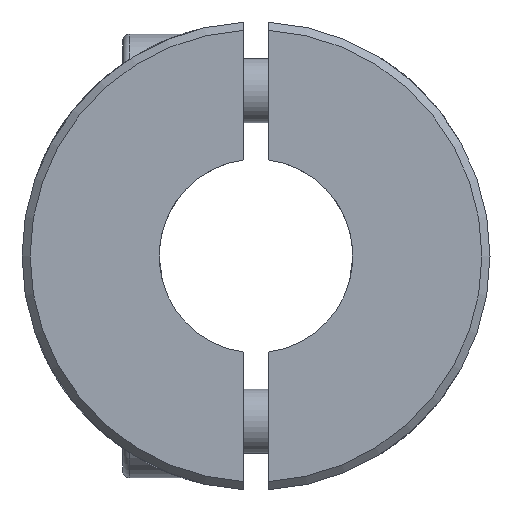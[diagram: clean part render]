
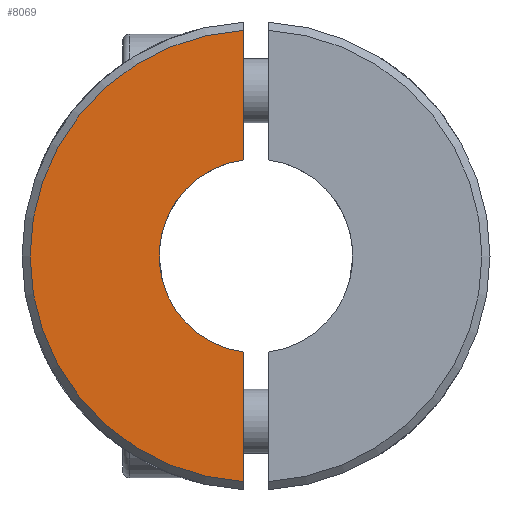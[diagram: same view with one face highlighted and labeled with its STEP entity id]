
A CAD part, left-side view. The second image highlights one B-rep face of the part: STEP entity #8069.
In plain terms, the highlighted planar face has unit normal (-1, 0, 0).
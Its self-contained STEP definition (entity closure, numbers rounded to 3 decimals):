
#320 = ORIENTED_EDGE ( 'NONE', *, *, #7579, .T. ) ;
#470 = AXIS2_PLACEMENT_3D ( 'NONE', #12867, #2605, #9818 ) ;
#1269 = CARTESIAN_POINT ( 'NONE',  ( -22.5, 0.75, 13.98 ) ) ;
#1578 = CARTESIAN_POINT ( 'NONE',  ( -22.5, 0.75, -14.5 ) ) ;
#1591 = VERTEX_POINT ( 'NONE', #1269 ) ;
#1920 = CARTESIAN_POINT ( 'NONE',  ( -22.5, 0.75, -5.953 ) ) ;
#2072 = CARTESIAN_POINT ( 'NONE',  ( -22.5, 0., 0. ) ) ;
#2605 = DIRECTION ( 'NONE',  ( 1., 0., 0. ) ) ;
#2632 = CARTESIAN_POINT ( 'NONE',  ( -22.5, 0.75, -13.98 ) ) ;
#2772 = AXIS2_PLACEMENT_3D ( 'NONE', #2072, #10433, #5905 ) ;
#2814 = VERTEX_POINT ( 'NONE', #2632 ) ;
#3024 = DIRECTION ( 'NONE',  ( 0., 0., 1. ) ) ;
#3508 = FACE_OUTER_BOUND ( 'NONE', #13317, .T. ) ;
#4227 = AXIS2_PLACEMENT_3D ( 'NONE', #6087, #10212, #4992 ) ;
#4992 = DIRECTION ( 'NONE',  ( 0., 0., -1. ) ) ;
#5083 = ORIENTED_EDGE ( 'NONE', *, *, #12242, .F. ) ;
#5364 = VERTEX_POINT ( 'NONE', #9853 ) ;
#5500 = VECTOR ( 'NONE', #8838, 1000. ) ;
#5610 = LINE ( 'NONE', #1578, #5500 ) ;
#5905 = DIRECTION ( 'NONE',  ( 0., 0., 1. ) ) ;
#6045 = VERTEX_POINT ( 'NONE', #1920 ) ;
#6087 = CARTESIAN_POINT ( 'NONE',  ( -22.5, 0., 0. ) ) ;
#6828 = EDGE_CURVE ( 'NONE', #1591, #2814, #8608, .T. ) ;
#7564 = EDGE_CURVE ( 'NONE', #5364, #1591, #10486, .T. ) ;
#7579 = EDGE_CURVE ( 'NONE', #2814, #6045, #5610, .T. ) ;
#7916 = VECTOR ( 'NONE', #3024, 1000. ) ;
#8069 = ADVANCED_FACE ( 'NONE', ( #3508 ), #12085, .F. ) ;
#8222 = CARTESIAN_POINT ( 'NONE',  ( -22.5, 0.75, -10.25 ) ) ;
#8608 = CIRCLE ( 'NONE', #4227, 14. ) ;
#8689 = CIRCLE ( 'NONE', #2772, 6. ) ;
#8838 = DIRECTION ( 'NONE',  ( 0., 0., 1. ) ) ;
#9818 = DIRECTION ( 'NONE',  ( 0., 0., -1. ) ) ;
#9853 = CARTESIAN_POINT ( 'NONE',  ( -22.5, 0.75, 5.953 ) ) ;
#10212 = DIRECTION ( 'NONE',  ( -1., 0., 0. ) ) ;
#10433 = DIRECTION ( 'NONE',  ( -1., 0., 0. ) ) ;
#10486 = LINE ( 'NONE', #8222, #7916 ) ;
#11305 = ORIENTED_EDGE ( 'NONE', *, *, #7564, .T. ) ;
#12085 = PLANE ( 'NONE',  #470 ) ;
#12242 = EDGE_CURVE ( 'NONE', #5364, #6045, #8689, .T. ) ;
#12298 = ORIENTED_EDGE ( 'NONE', *, *, #6828, .T. ) ;
#12867 = CARTESIAN_POINT ( 'NONE',  ( -22.5, 6., 0. ) ) ;
#13317 = EDGE_LOOP ( 'NONE', ( #11305, #12298, #320, #5083 ) ) ;
